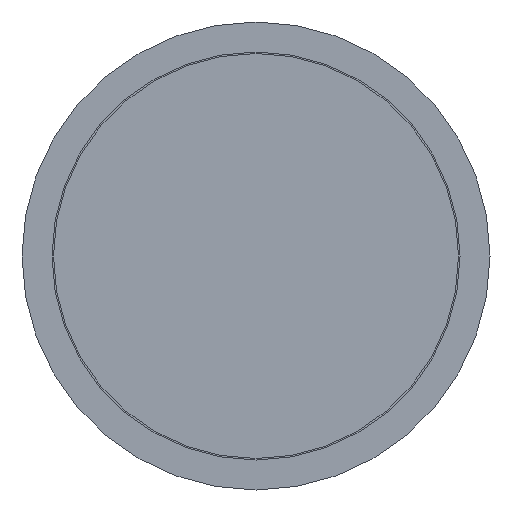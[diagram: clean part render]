
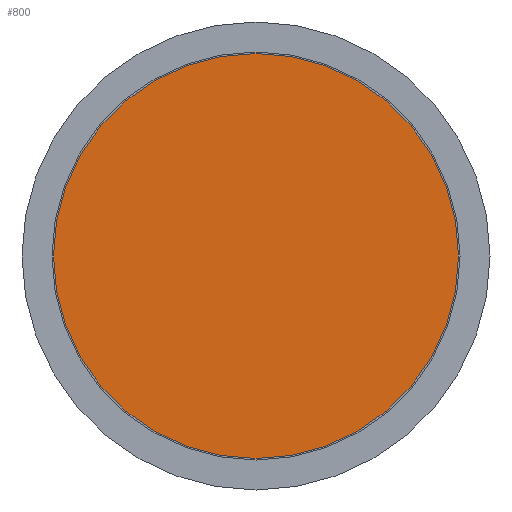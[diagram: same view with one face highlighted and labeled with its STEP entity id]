
A CAD part, front view. The second image highlights one B-rep face of the part: STEP entity #800.
In plain terms, the highlighted planar face has unit normal (0, -1, 0).
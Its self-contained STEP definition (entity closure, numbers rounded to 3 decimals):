
#7 = FACE_OUTER_BOUND ( 'NONE', #599, .T. ) ;
#44 = DIRECTION ( 'NONE',  ( 0., 0., -1. ) ) ;
#98 = PLANE ( 'NONE',  #127 ) ;
#127 = AXIS2_PLACEMENT_3D ( 'NONE', #394, #308, #918 ) ;
#207 = EDGE_CURVE ( 'NONE', #944, #944, #447, .T. ) ;
#308 = DIRECTION ( 'NONE',  ( 0., 1., 0. ) ) ;
#328 = CARTESIAN_POINT ( 'NONE',  ( 0., 0., -33.75 ) ) ;
#394 = CARTESIAN_POINT ( 'NONE',  ( -33.75, 0., 0. ) ) ;
#447 = CIRCLE ( 'NONE', #748, 33.75 ) ;
#575 = CARTESIAN_POINT ( 'NONE',  ( 0., 0., 0. ) ) ;
#599 = EDGE_LOOP ( 'NONE', ( #613 ) ) ;
#613 = ORIENTED_EDGE ( 'NONE', *, *, #207, .T. ) ;
#748 = AXIS2_PLACEMENT_3D ( 'NONE', #575, #879, #44 ) ;
#800 = ADVANCED_FACE ( 'NONE', ( #7 ), #98, .F. ) ;
#879 = DIRECTION ( 'NONE',  ( 0., -1., 0. ) ) ;
#918 = DIRECTION ( 'NONE',  ( 0., 0., 1. ) ) ;
#944 = VERTEX_POINT ( 'NONE', #328 ) ;
